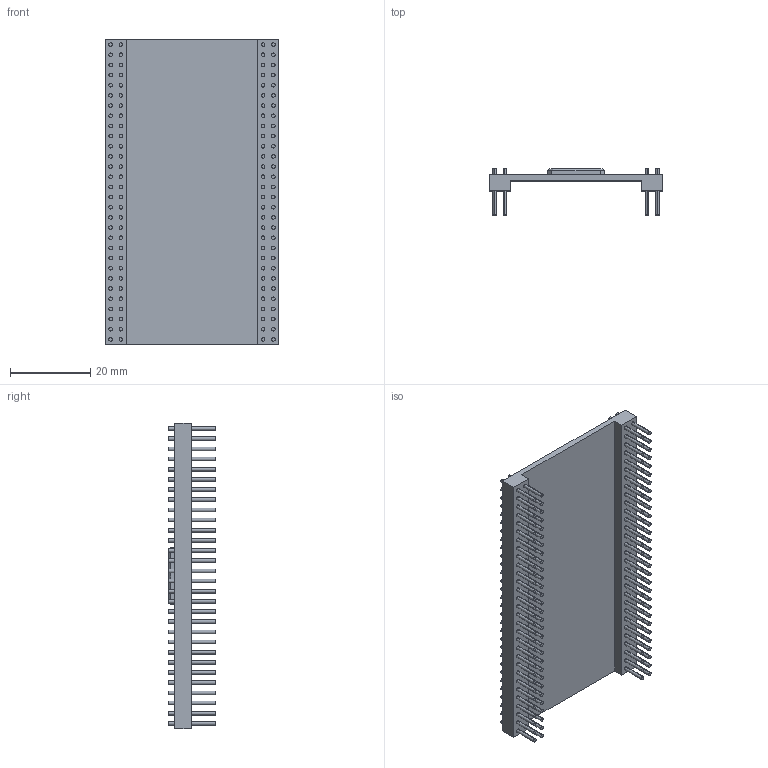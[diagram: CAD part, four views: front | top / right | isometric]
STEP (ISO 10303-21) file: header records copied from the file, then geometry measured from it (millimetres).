
FILE_DESCRIPTION (( 'STEP AP214' ), '1' );
FILE_NAME ('STM32H723ZGT6_3D.STEP', '2024-06-19T12:43:49', ( '' ), ( '' ), 'SwSTEP 2.0', 'SolidWorks 2023', '' );
FILE_SCHEMA (( 'AUTOMOTIVE_DESIGN' ));
Length unit declared in the file: millimetre
Products named in the file (1): STM32H723ZGT6_3D
Bounding box: 43.44 x 11.54 x 76.45 mm (x, y, z)
Volume: 7909.9 mm3; surface area: 10471.6 mm2
Topology: 1 solids, 1 shells, 963 faces, 2104 edges, 1400 vertices
Faces by surface type: cylinder 480, plane 384, bspline 99
Entity records: 34368 total; most frequent: CARTESIAN_POINT 10119, DIRECTION 4596, ORIENTED_EDGE 4208, EDGE_CURVE 2104, AXIS2_PLACEMENT_3D 1825, VERTEX_POINT 1400, EDGE_LOOP 1220, FACE_OUTER_BOUND 963
